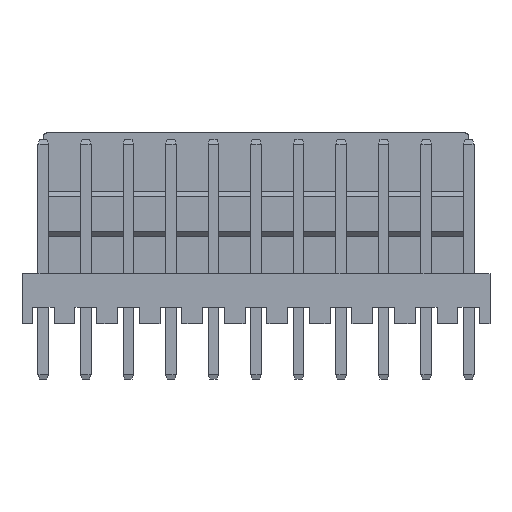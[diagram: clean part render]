
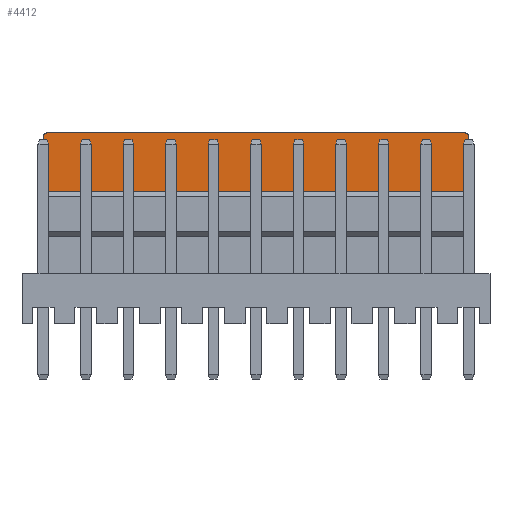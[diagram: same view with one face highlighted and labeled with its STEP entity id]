
A CAD part, front view. The second image highlights one B-rep face of the part: STEP entity #4412.
In plain terms, the highlighted planar face has unit normal (0, -1, 0).
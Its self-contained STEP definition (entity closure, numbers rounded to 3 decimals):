
#293 = VECTOR ( 'NONE', #4665, 1000. ) ;
#746 = VERTEX_POINT ( 'NONE', #7520 ) ;
#820 = LINE ( 'NONE', #3937, #4549 ) ;
#883 = FACE_OUTER_BOUND ( 'NONE', #2027, .T. ) ;
#973 = CARTESIAN_POINT ( 'NONE',  ( 25.4, 1.5, 7.9 ) ) ;
#983 = DIRECTION ( 'NONE',  ( 0., 0., 1. ) ) ;
#1043 = VERTEX_POINT ( 'NONE', #6151 ) ;
#1064 = VERTEX_POINT ( 'NONE', #5437 ) ;
#1202 = ORIENTED_EDGE ( 'NONE', *, *, #7395, .F. ) ;
#1277 = CARTESIAN_POINT ( 'NONE',  ( 25.4, 1.5, 11.4 ) ) ;
#1471 = ORIENTED_EDGE ( 'NONE', *, *, #7719, .F. ) ;
#1587 = EDGE_CURVE ( 'NONE', #1043, #4377, #4062, .T. ) ;
#1604 = CARTESIAN_POINT ( 'NONE',  ( 25.4, 1.5, 0. ) ) ;
#1680 = CARTESIAN_POINT ( 'NONE',  ( 0.25, 1.5, 11.15 ) ) ;
#1871 = LINE ( 'NONE', #1604, #293 ) ;
#2027 = EDGE_LOOP ( 'NONE', ( #5371, #1471, #1202, #3885, #5266, #7220 ) ) ;
#2732 = CARTESIAN_POINT ( 'NONE',  ( 25.4, 1.5, 7.9 ) ) ;
#3116 = CARTESIAN_POINT ( 'NONE',  ( 0.25, 1.5, 11.4 ) ) ;
#3302 = CARTESIAN_POINT ( 'NONE',  ( 25.4, 1.5, 7.9 ) ) ;
#3569 = CIRCLE ( 'NONE', #4835, 0.25 ) ;
#3844 = VECTOR ( 'NONE', #4391, 1000. ) ;
#3885 = ORIENTED_EDGE ( 'NONE', *, *, #6645, .F. ) ;
#3935 = EDGE_CURVE ( 'NONE', #7209, #4377, #1871, .T. ) ;
#3937 = CARTESIAN_POINT ( 'NONE',  ( 0., 1.5, 0. ) ) ;
#4062 = CIRCLE ( 'NONE', #7865, 0.25 ) ;
#4129 = DIRECTION ( 'NONE',  ( 1., 0., 0. ) ) ;
#4159 = DIRECTION ( 'NONE',  ( 0., 0., -1. ) ) ;
#4377 = VERTEX_POINT ( 'NONE', #4401 ) ;
#4391 = DIRECTION ( 'NONE',  ( 1., 0., 0. ) ) ;
#4401 = CARTESIAN_POINT ( 'NONE',  ( 25.4, 1.5, 11.15 ) ) ;
#4412 = ADVANCED_FACE ( 'NONE', ( #883 ), #5172, .T. ) ;
#4414 = LINE ( 'NONE', #1277, #3844 ) ;
#4549 = VECTOR ( 'NONE', #5822, 1000. ) ;
#4665 = DIRECTION ( 'NONE',  ( 0., 0., 1. ) ) ;
#4668 = LINE ( 'NONE', #973, #7005 ) ;
#4791 = DIRECTION ( 'NONE',  ( 0., 1., 0. ) ) ;
#4835 = AXIS2_PLACEMENT_3D ( 'NONE', #1680, #4791, #983 ) ;
#5172 = PLANE ( 'NONE',  #7024 ) ;
#5266 = ORIENTED_EDGE ( 'NONE', *, *, #6144, .T. ) ;
#5371 = ORIENTED_EDGE ( 'NONE', *, *, #1587, .F. ) ;
#5437 = CARTESIAN_POINT ( 'NONE',  ( 0., 1.5, 11.15 ) ) ;
#5822 = DIRECTION ( 'NONE',  ( 0., 0., 1. ) ) ;
#5874 = DIRECTION ( 'NONE',  ( 0., 0., -1. ) ) ;
#5992 = CARTESIAN_POINT ( 'NONE',  ( 25.15, 1.5, 11.15 ) ) ;
#6144 = EDGE_CURVE ( 'NONE', #746, #7209, #4668, .T. ) ;
#6151 = CARTESIAN_POINT ( 'NONE',  ( 25.15, 1.5, 11.4 ) ) ;
#6289 = VERTEX_POINT ( 'NONE', #3116 ) ;
#6645 = EDGE_CURVE ( 'NONE', #746, #1064, #820, .T. ) ;
#7005 = VECTOR ( 'NONE', #4129, 1000. ) ;
#7024 = AXIS2_PLACEMENT_3D ( 'NONE', #3302, #7648, #5874 ) ;
#7209 = VERTEX_POINT ( 'NONE', #2732 ) ;
#7220 = ORIENTED_EDGE ( 'NONE', *, *, #3935, .T. ) ;
#7395 = EDGE_CURVE ( 'NONE', #1064, #6289, #3569, .T. ) ;
#7520 = CARTESIAN_POINT ( 'NONE',  ( 0., 1.5, 7.9 ) ) ;
#7648 = DIRECTION ( 'NONE',  ( 0., -1., 0. ) ) ;
#7719 = EDGE_CURVE ( 'NONE', #6289, #1043, #4414, .T. ) ;
#7865 = AXIS2_PLACEMENT_3D ( 'NONE', #5992, #7915, #4159 ) ;
#7915 = DIRECTION ( 'NONE',  ( 0., 1., 0. ) ) ;
